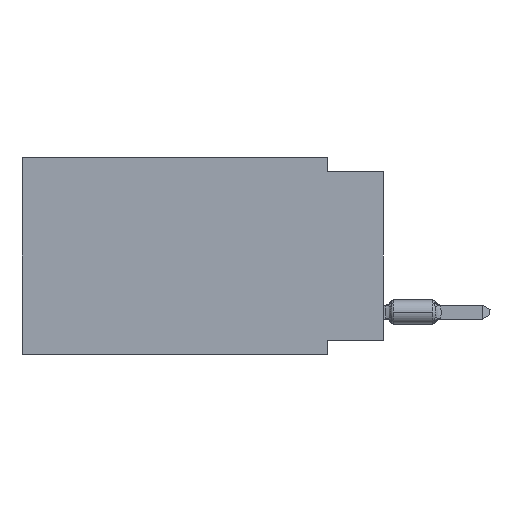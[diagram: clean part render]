
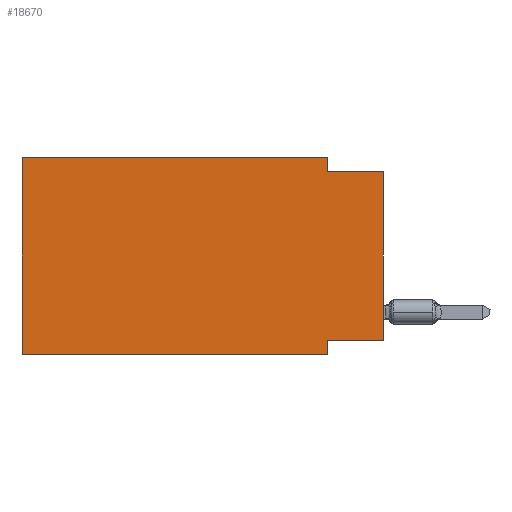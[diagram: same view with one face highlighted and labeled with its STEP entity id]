
A CAD part, left-side view. The second image highlights one B-rep face of the part: STEP entity #18670.
In plain terms, the highlighted planar face has unit normal (-1, 0, 0).
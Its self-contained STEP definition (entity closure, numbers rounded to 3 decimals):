
#2581 = PLANE ( 'NONE',  #22715 ) ;
#4800 = ORIENTED_EDGE ( 'NONE', *, *, #37616, .F. ) ;
#4928 = CARTESIAN_POINT ( 'NONE',  ( 0., 2.54, -8.89 ) ) ;
#6641 = VERTEX_POINT ( 'NONE', #11435 ) ;
#7359 = EDGE_CURVE ( 'NONE', #6641, #27625, #19485, .T. ) ;
#7450 = EDGE_CURVE ( 'NONE', #6641, #22774, #10939, .T. ) ;
#7558 = CARTESIAN_POINT ( 'NONE',  ( 0., 16.383, 0. ) ) ;
#7903 = ORIENTED_EDGE ( 'NONE', *, *, #7359, .F. ) ;
#8360 = DIRECTION ( 'NONE',  ( 0., 0., -1. ) ) ;
#8762 = CARTESIAN_POINT ( 'NONE',  ( 0., 0., -0.635 ) ) ;
#9277 = DIRECTION ( 'NONE',  ( 0., 0., 1. ) ) ;
#10449 = LINE ( 'NONE', #20084, #28146 ) ;
#10939 = LINE ( 'NONE', #16954, #38115 ) ;
#11015 = DIRECTION ( 'NONE',  ( 0., -1., 0. ) ) ;
#11435 = CARTESIAN_POINT ( 'NONE',  ( 0., 0., -8.255 ) ) ;
#11888 = VECTOR ( 'NONE', #30195, 1000. ) ;
#12280 = VECTOR ( 'NONE', #13636, 1000. ) ;
#12415 = ORIENTED_EDGE ( 'NONE', *, *, #12819, .F. ) ;
#12499 = CARTESIAN_POINT ( 'NONE',  ( 0., 16.383, 0. ) ) ;
#12819 = EDGE_CURVE ( 'NONE', #19348, #16825, #10449, .T. ) ;
#12905 = CARTESIAN_POINT ( 'NONE',  ( 0., 0., -8.255 ) ) ;
#13481 = DIRECTION ( 'NONE',  ( 0., 1., 0. ) ) ;
#13636 = DIRECTION ( 'NONE',  ( 0., 0., -1. ) ) ;
#14372 = CARTESIAN_POINT ( 'NONE',  ( 0., 16.383, 0. ) ) ;
#14821 = DIRECTION ( 'NONE',  ( 0., -1., 0. ) ) ;
#14862 = EDGE_CURVE ( 'NONE', #16825, #22774, #32396, .T. ) ;
#15102 = ORIENTED_EDGE ( 'NONE', *, *, #16869, .F. ) ;
#15320 = CARTESIAN_POINT ( 'NONE',  ( 0., 16.383, -8.89 ) ) ;
#16825 = VERTEX_POINT ( 'NONE', #19558 ) ;
#16869 = EDGE_CURVE ( 'NONE', #31837, #17990, #32485, .T. ) ;
#16954 = CARTESIAN_POINT ( 'NONE',  ( 0., 0., 0. ) ) ;
#17990 = VERTEX_POINT ( 'NONE', #12499 ) ;
#18670 = ADVANCED_FACE ( 'NONE', ( #37182 ), #2581, .F. ) ;
#18794 = LINE ( 'NONE', #15320, #11888 ) ;
#19214 = EDGE_CURVE ( 'NONE', #17990, #19348, #19554, .T. ) ;
#19323 = VECTOR ( 'NONE', #14821, 1000. ) ;
#19348 = VERTEX_POINT ( 'NONE', #37711 ) ;
#19485 = LINE ( 'NONE', #12905, #23296 ) ;
#19554 = LINE ( 'NONE', #7558, #35719 ) ;
#19558 = CARTESIAN_POINT ( 'NONE',  ( 0., 2.54, -0.635 ) ) ;
#20048 = DIRECTION ( 'NONE',  ( 0., 0., 1. ) ) ;
#20084 = CARTESIAN_POINT ( 'NONE',  ( 0., 2.54, 0. ) ) ;
#21404 = CARTESIAN_POINT ( 'NONE',  ( 0., 2.54, -8.89 ) ) ;
#22263 = DIRECTION ( 'NONE',  ( 0., 0., -1. ) ) ;
#22521 = CARTESIAN_POINT ( 'NONE',  ( 0., 2.54, -8.255 ) ) ;
#22715 = AXIS2_PLACEMENT_3D ( 'NONE', #14372, #29068, #8360 ) ;
#22774 = VERTEX_POINT ( 'NONE', #8762 ) ;
#23296 = VECTOR ( 'NONE', #13481, 1000. ) ;
#23651 = EDGE_LOOP ( 'NONE', ( #34605, #26873, #12415, #29608, #15102, #35532, #4800, #7903 ) ) ;
#26873 = ORIENTED_EDGE ( 'NONE', *, *, #14862, .F. ) ;
#27625 = VERTEX_POINT ( 'NONE', #22521 ) ;
#28146 = VECTOR ( 'NONE', #22263, 1000. ) ;
#29068 = DIRECTION ( 'NONE',  ( 1., 0., 0. ) ) ;
#29517 = CARTESIAN_POINT ( 'NONE',  ( 0., 0., -0.635 ) ) ;
#29561 = EDGE_CURVE ( 'NONE', #31837, #30591, #18794, .T. ) ;
#29608 = ORIENTED_EDGE ( 'NONE', *, *, #19214, .F. ) ;
#29938 = CARTESIAN_POINT ( 'NONE',  ( 0., 16.383, -8.89 ) ) ;
#30195 = DIRECTION ( 'NONE',  ( 0., -1., 0. ) ) ;
#30591 = VERTEX_POINT ( 'NONE', #21404 ) ;
#31837 = VERTEX_POINT ( 'NONE', #29938 ) ;
#32396 = LINE ( 'NONE', #29517, #19323 ) ;
#32485 = LINE ( 'NONE', #35779, #35591 ) ;
#34122 = LINE ( 'NONE', #4928, #12280 ) ;
#34605 = ORIENTED_EDGE ( 'NONE', *, *, #7450, .T. ) ;
#35532 = ORIENTED_EDGE ( 'NONE', *, *, #29561, .T. ) ;
#35591 = VECTOR ( 'NONE', #9277, 1000. ) ;
#35719 = VECTOR ( 'NONE', #11015, 1000. ) ;
#35779 = CARTESIAN_POINT ( 'NONE',  ( 0., 16.383, 0. ) ) ;
#37182 = FACE_OUTER_BOUND ( 'NONE', #23651, .T. ) ;
#37616 = EDGE_CURVE ( 'NONE', #27625, #30591, #34122, .T. ) ;
#37711 = CARTESIAN_POINT ( 'NONE',  ( 0., 2.54, 0. ) ) ;
#38115 = VECTOR ( 'NONE', #20048, 1000. ) ;
